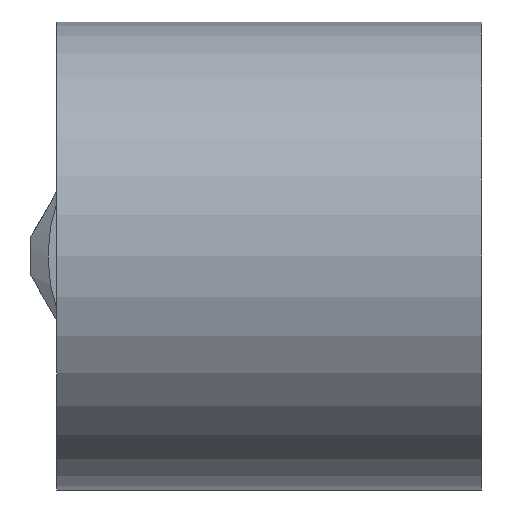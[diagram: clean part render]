
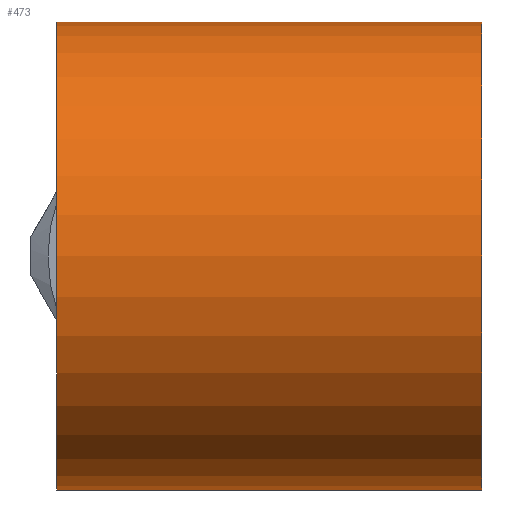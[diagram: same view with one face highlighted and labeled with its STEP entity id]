
A CAD part, left-side view. The second image highlights one B-rep face of the part: STEP entity #473.
In plain terms, the highlighted cylindrical face has radius 11 mm (diameter 22 mm), a partial arc.
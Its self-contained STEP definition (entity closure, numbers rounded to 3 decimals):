
#5 = CIRCLE ( 'NONE', #19, 11. ) ;
#13 = CIRCLE ( 'NONE', #21, 11. ) ;
#19 = AXIS2_PLACEMENT_3D ( 'NONE', #1479, #1480, #1481 ) ;
#21 = AXIS2_PLACEMENT_3D ( 'NONE', #1476, #1477, #1478 ) ;
#473 = ADVANCED_FACE ( 'NONE', ( #1578 ), #1579, .T. ) ;
#512 = EDGE_LOOP ( 'NONE', ( #1900, #1901, #1899, #1902 ) ) ;
#527 = VERTEX_POINT ( 'NONE', #1202 ) ;
#530 = VERTEX_POINT ( 'NONE', #1205 ) ;
#532 = VERTEX_POINT ( 'NONE', #1207 ) ;
#533 = VERTEX_POINT ( 'NONE', #1208 ) ;
#600 = EDGE_CURVE ( 'NONE', #532, #530, #1618, .T. ) ;
#603 = EDGE_CURVE ( 'NONE', #533, #527, #1619, .T. ) ;
#619 = EDGE_CURVE ( 'NONE', #532, #533, #13, .T. ) ;
#620 = EDGE_CURVE ( 'NONE', #527, #530, #5, .T. ) ;
#845 = AXIS2_PLACEMENT_3D ( 'NONE', #1035, #1036, #1037 ) ;
#1035 = CARTESIAN_POINT ( 'NONE',  ( 0., 13.586, 0. ) ) ;
#1036 = DIRECTION ( 'NONE',  ( 0., 1., 0. ) ) ;
#1037 = DIRECTION ( 'NONE',  ( 0., 0., 1. ) ) ;
#1202 = CARTESIAN_POINT ( 'NONE',  ( 0., 7.5, 11. ) ) ;
#1205 = CARTESIAN_POINT ( 'NONE',  ( 0., 7.5, -11. ) ) ;
#1207 = CARTESIAN_POINT ( 'NONE',  ( 0., -12.5, -11. ) ) ;
#1208 = CARTESIAN_POINT ( 'NONE',  ( 0., -12.5, 11. ) ) ;
#1427 = CARTESIAN_POINT ( 'NONE',  ( 0., 13.586, -11. ) ) ;
#1428 = DIRECTION ( 'NONE',  ( 0., 1., 0. ) ) ;
#1435 = CARTESIAN_POINT ( 'NONE',  ( 0., 13.586, 11. ) ) ;
#1436 = DIRECTION ( 'NONE',  ( 0., 1., 0. ) ) ;
#1476 = CARTESIAN_POINT ( 'NONE',  ( 0., -12.5, 0. ) ) ;
#1477 = DIRECTION ( 'NONE',  ( 0., 1., 0. ) ) ;
#1478 = DIRECTION ( 'NONE',  ( 0., 0., 1. ) ) ;
#1479 = CARTESIAN_POINT ( 'NONE',  ( 0., 7.5, 0. ) ) ;
#1480 = DIRECTION ( 'NONE',  ( 0., -1., 0. ) ) ;
#1481 = DIRECTION ( 'NONE',  ( 0., 0., -1. ) ) ;
#1578 = FACE_OUTER_BOUND ( 'NONE', #512, .T. ) ;
#1579 = CYLINDRICAL_SURFACE ( 'NONE', #845, 11. ) ;
#1618 = LINE ( 'NONE', #1427, #2311 ) ;
#1619 = LINE ( 'NONE', #1435, #2307 ) ;
#1899 = ORIENTED_EDGE ( 'NONE', *, *, #603, .T. ) ;
#1900 = ORIENTED_EDGE ( 'NONE', *, *, #600, .F. ) ;
#1901 = ORIENTED_EDGE ( 'NONE', *, *, #619, .T. ) ;
#1902 = ORIENTED_EDGE ( 'NONE', *, *, #620, .T. ) ;
#2307 = VECTOR ( 'NONE', #1436, 1000. ) ;
#2311 = VECTOR ( 'NONE', #1428, 1000. ) ;
